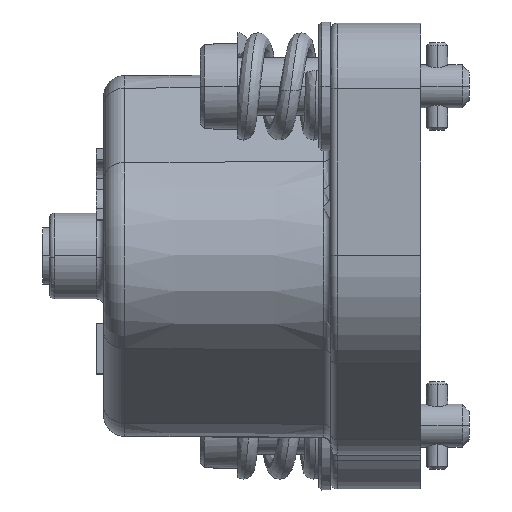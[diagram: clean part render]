
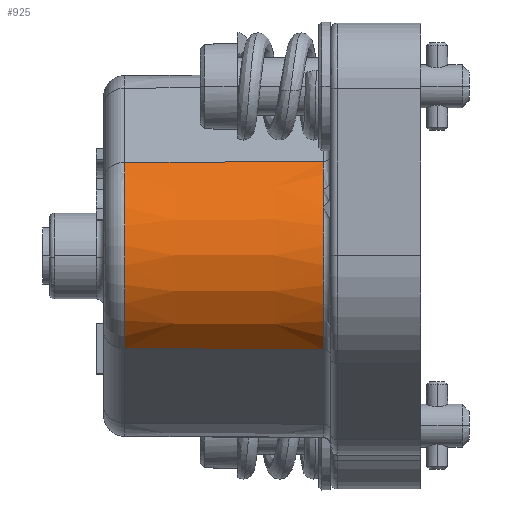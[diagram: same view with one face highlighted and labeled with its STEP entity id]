
A CAD part, top view. The second image highlights one B-rep face of the part: STEP entity #925.
In plain terms, the highlighted conical face has half-angle 0.3 degrees and reference radius 8.014 mm.
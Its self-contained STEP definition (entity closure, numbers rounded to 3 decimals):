
#175=CONICAL_SURFACE('',#6923,8.014,0.3);
#400=CIRCLE('',#6893,7.942);
#416=CIRCLE('',#6922,8.014);
#925=ADVANCED_FACE('NONE',(#1498),#175,.T.);
#1498=FACE_OUTER_BOUND('',#1907,.T.);
#1907=EDGE_LOOP('',(#3496,#3497,#3498,#3499));
#2351=LINE('',#10380,#2749);
#2353=LINE('',#10384,#2751);
#2749=VECTOR('',#7879,1.);
#2751=VECTOR('',#7883,1.);
#3496=ORIENTED_EDGE('',*,*,#5842,.T.);
#3497=ORIENTED_EDGE('',*,*,#5843,.T.);
#3498=ORIENTED_EDGE('',*,*,#5840,.F.);
#3499=ORIENTED_EDGE('',*,*,#5811,.F.);
#5138=VERTEX_POINT('',#10315);
#5139=VERTEX_POINT('',#10319);
#5156=VERTEX_POINT('',#10381);
#5157=VERTEX_POINT('',#10385);
#5811=EDGE_CURVE('NONE',#5139,#5138,#400,.T.);
#5840=EDGE_CURVE('NONE',#5138,#5156,#2351,.T.);
#5842=EDGE_CURVE('NONE',#5139,#5157,#2353,.T.);
#5843=EDGE_CURVE('NONE',#5157,#5156,#416,.T.);
#6893=AXIS2_PLACEMENT_3D('',#10320,#7811,#7812);
#6922=AXIS2_PLACEMENT_3D('',#10386,#7884,#7885);
#6923=AXIS2_PLACEMENT_3D('',#10387,#7886,#7887);
#7811=DIRECTION('',(-1.,0.,0.));
#7812=DIRECTION('',(0.,-0.828,0.561));
#7879=DIRECTION('',(1.,0.004,0.003));
#7883=DIRECTION('',(1.,-0.004,0.003));
#7884=DIRECTION('',(-1.,0.,0.));
#7885=DIRECTION('',(0.,0.,-1.));
#7886=DIRECTION('',(1.,0.,0.));
#7887=DIRECTION('',(0.,0.,-1.));
#10315=CARTESIAN_POINT('',(-34.358,31.705,18.155));
#10319=CARTESIAN_POINT('',(-34.358,18.695,18.155));
#10320=CARTESIAN_POINT('',(-34.358,25.2,13.6));
#10380=CARTESIAN_POINT('',(-20.,31.767,18.198));
#10381=CARTESIAN_POINT('',(-20.497,31.765,18.197));
#10384=CARTESIAN_POINT('',(-27.428,18.665,18.176));
#10385=CARTESIAN_POINT('',(-20.497,18.635,18.197));
#10386=CARTESIAN_POINT('',(-20.497,25.2,13.6));
#10387=CARTESIAN_POINT('',(-20.497,25.2,13.6));
